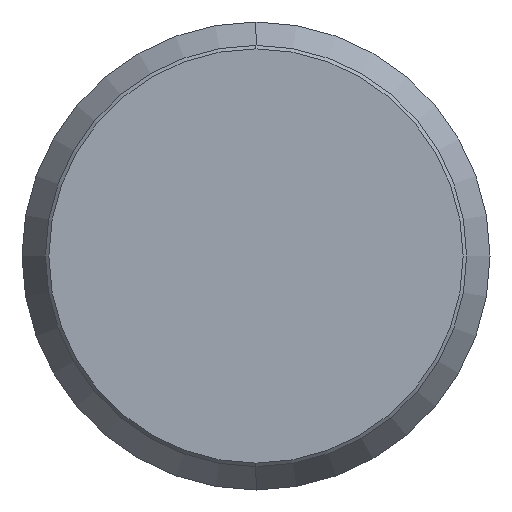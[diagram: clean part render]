
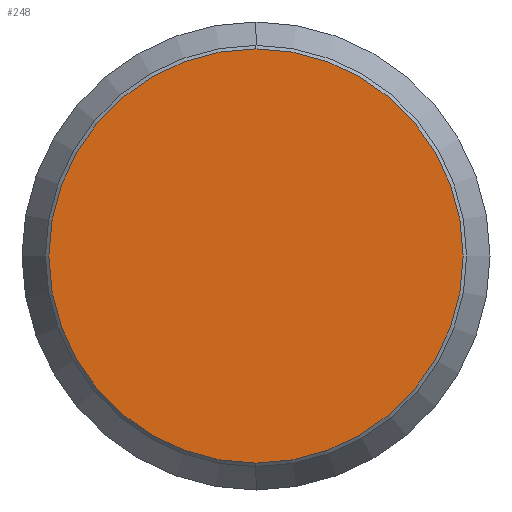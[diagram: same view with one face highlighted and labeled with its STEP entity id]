
A CAD part, left-side view. The second image highlights one B-rep face of the part: STEP entity #248.
In plain terms, the highlighted planar face has unit normal (-1, 0, 0).
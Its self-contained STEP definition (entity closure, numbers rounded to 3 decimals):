
#4 = VERTEX_POINT ( 'NONE', #472 ) ;
#24 = DIRECTION ( 'NONE',  ( 0., 0., 1. ) ) ;
#51 = DIRECTION ( 'NONE',  ( 1., 0., 0. ) ) ;
#53 = VERTEX_POINT ( 'NONE', #145 ) ;
#99 = PLANE ( 'NONE',  #121 ) ;
#100 = CIRCLE ( 'NONE', #108, 17.7 ) ;
#105 = CARTESIAN_POINT ( 'NONE',  ( 0., 0., 0. ) ) ;
#108 = AXIS2_PLACEMENT_3D ( 'NONE', #129, #266, #24 ) ;
#121 = AXIS2_PLACEMENT_3D ( 'NONE', #105, #51, #447 ) ;
#129 = CARTESIAN_POINT ( 'NONE',  ( 0., 0., 0. ) ) ;
#139 = CIRCLE ( 'NONE', #554, 17.7 ) ;
#145 = CARTESIAN_POINT ( 'NONE',  ( 0., 0., 17.7 ) ) ;
#201 = EDGE_CURVE ( 'NONE', #53, #4, #139, .T. ) ;
#248 = ADVANCED_FACE ( 'NONE', ( #616 ), #99, .F. ) ;
#266 = DIRECTION ( 'NONE',  ( -1., 0., 0. ) ) ;
#300 = DIRECTION ( 'NONE',  ( 0., 0., 1. ) ) ;
#316 = ORIENTED_EDGE ( 'NONE', *, *, #201, .T. ) ;
#403 = ORIENTED_EDGE ( 'NONE', *, *, #452, .T. ) ;
#435 = EDGE_LOOP ( 'NONE', ( #403, #316 ) ) ;
#440 = CARTESIAN_POINT ( 'NONE',  ( 0., 0., 0. ) ) ;
#447 = DIRECTION ( 'NONE',  ( 0., 0., -1. ) ) ;
#452 = EDGE_CURVE ( 'NONE', #4, #53, #100, .T. ) ;
#472 = CARTESIAN_POINT ( 'NONE',  ( 0., 0., -17.7 ) ) ;
#554 = AXIS2_PLACEMENT_3D ( 'NONE', #440, #584, #300 ) ;
#584 = DIRECTION ( 'NONE',  ( -1., 0., 0. ) ) ;
#616 = FACE_OUTER_BOUND ( 'NONE', #435, .T. ) ;
